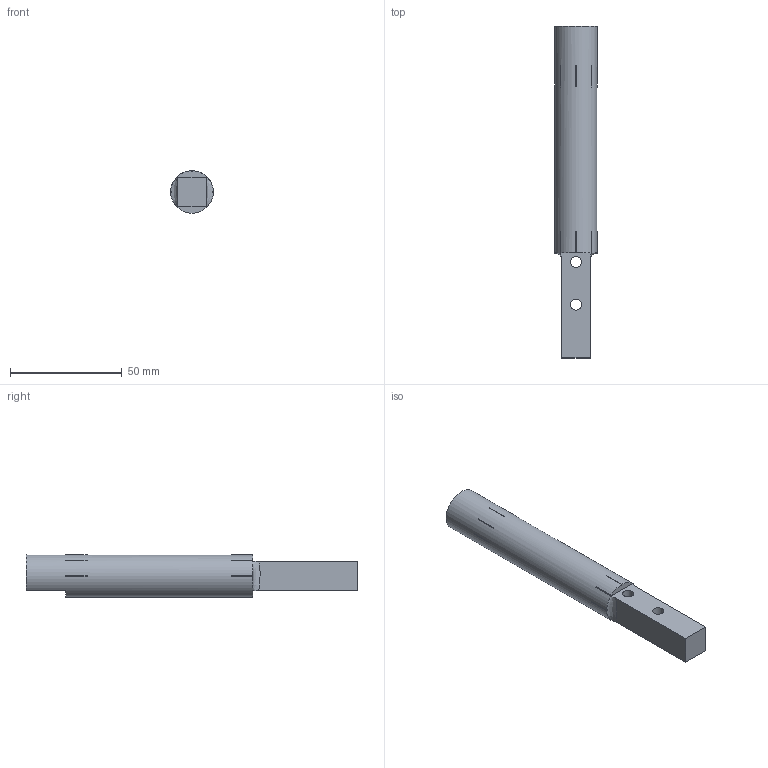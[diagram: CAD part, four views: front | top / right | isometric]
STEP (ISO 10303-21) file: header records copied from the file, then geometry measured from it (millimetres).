
FILE_DESCRIPTION(/* description */ (''),/* implementation_level */ '2;1');
FILE_NAME(/* name */ 'UCF_MainArm.step',/* time_stamp */ '2020-09-18T12:55:37-07:00',/* author */ (''),/* organization */ (''),/* preprocessor_version */ 'ST-DEVELOPER v18.1',/* originating_system */ 'Autodesk Translation Framework v9.3.0.1241',/* authorisation */ '');
FILE_SCHEMA (('AUTOMOTIVE_DESIGN { 1 0 10303 214 3 1 1 }'));
Length unit declared in the file: inch
Products named in the file (1): UCF_MainArm
Bounding box: 19.05 x 148.59 x 19.05 mm (x, y, z)
Volume: 35719.5 mm3; surface area: 9408.1 mm2
Topology: 1 solids, 1 shells, 66 faces, 178 edges, 118 vertices
Faces by surface type: plane 51, cylinder 13, bspline 2
Full cylindrical faces by diameter (mm): 4.978 x2, 19.05 x1
Entity records: 2435 total; most frequent: CARTESIAN_POINT 695, DIRECTION 358, ORIENTED_EDGE 356, EDGE_CURVE 178, AXIS2_PLACEMENT_3D 125, VERTEX_POINT 118, LINE 108, VECTOR 108
